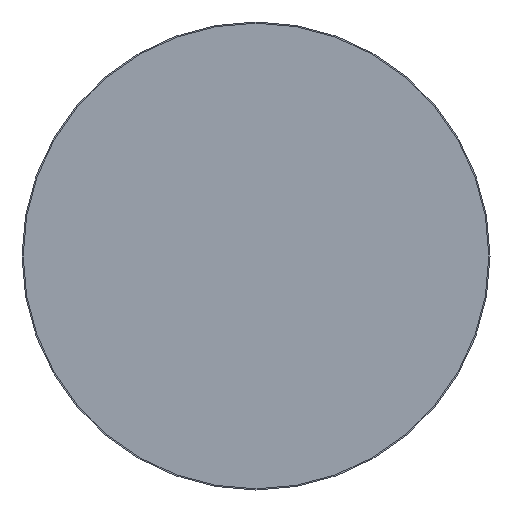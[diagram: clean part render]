
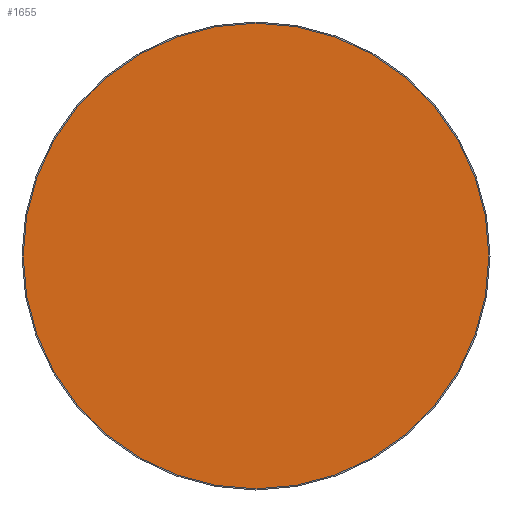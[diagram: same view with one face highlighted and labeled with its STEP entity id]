
A CAD part, front view. The second image highlights one B-rep face of the part: STEP entity #1655.
In plain terms, the highlighted planar face has unit normal (0, -1, 0).
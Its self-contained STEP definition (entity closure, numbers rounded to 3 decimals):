
#87 = CARTESIAN_POINT ( 'NONE',  ( 0., 0., 0. ) ) ;
#110 = EDGE_LOOP ( 'NONE', ( #289, #1701 ) ) ;
#117 = DIRECTION ( 'NONE',  ( -1., 0., 0. ) ) ;
#251 = FACE_OUTER_BOUND ( 'NONE', #110, .T. ) ;
#289 = ORIENTED_EDGE ( 'NONE', *, *, #1610, .T. ) ;
#415 = AXIS2_PLACEMENT_3D ( 'NONE', #87, #996, #720 ) ;
#553 = DIRECTION ( 'NONE',  ( 0., -1., 0. ) ) ;
#720 = DIRECTION ( 'NONE',  ( 1., 0., 0. ) ) ;
#780 = VERTEX_POINT ( 'NONE', #865 ) ;
#865 = CARTESIAN_POINT ( 'NONE',  ( -39.8, 0., 0. ) ) ;
#880 = VERTEX_POINT ( 'NONE', #1543 ) ;
#996 = DIRECTION ( 'NONE',  ( 0., -1., 0. ) ) ;
#1019 = CIRCLE ( 'NONE', #415, 39.8 ) ;
#1022 = CARTESIAN_POINT ( 'NONE',  ( 0., 0., 0. ) ) ;
#1070 = CIRCLE ( 'NONE', #1635, 39.8 ) ;
#1071 = CARTESIAN_POINT ( 'NONE',  ( 0., 0., 0. ) ) ;
#1238 = AXIS2_PLACEMENT_3D ( 'NONE', #1022, #1320, #117 ) ;
#1320 = DIRECTION ( 'NONE',  ( 0., 1., 0. ) ) ;
#1344 = DIRECTION ( 'NONE',  ( 1., 0., 0. ) ) ;
#1403 = EDGE_CURVE ( 'NONE', #780, #880, #1019, .T. ) ;
#1543 = CARTESIAN_POINT ( 'NONE',  ( 39.8, 0., 0. ) ) ;
#1590 = PLANE ( 'NONE',  #1238 ) ;
#1610 = EDGE_CURVE ( 'NONE', #880, #780, #1070, .T. ) ;
#1635 = AXIS2_PLACEMENT_3D ( 'NONE', #1071, #553, #1344 ) ;
#1655 = ADVANCED_FACE ( 'NONE', ( #251 ), #1590, .F. ) ;
#1701 = ORIENTED_EDGE ( 'NONE', *, *, #1403, .T. ) ;
